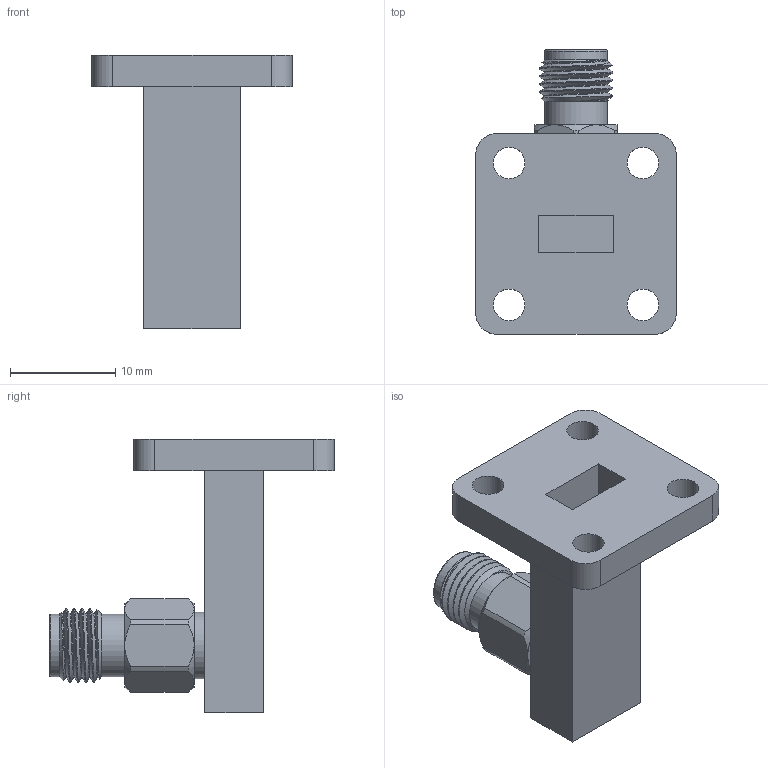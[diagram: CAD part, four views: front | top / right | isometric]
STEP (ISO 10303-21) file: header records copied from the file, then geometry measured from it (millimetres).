
FILE_DESCRIPTION (( 'STEP AP203' ), '1' );
FILE_NAME ('PEWCA1078_3D.step', '2021-08-10T16:44:31', ( '' ), ( '' ), 'SwSTEP 2.0', 'SolidWorks 2021', '' );
FILE_SCHEMA (( 'CONFIG_CONTROL_DESIGN' ));
Length unit declared in the file: inch
Products named in the file (1): PEWCA1078_3D
Bounding box: 19.05 x 27.05 x 26 mm (x, y, z)
Volume: 2076.3 mm3; surface area: 2721.7 mm2
Topology: 1 solids, 1 shells, 93 faces, 230 edges, 149 vertices
Faces by surface type: plane 46, cylinder 22, cone 21, bspline 3, torus 1
Full cylindrical faces by diameter (mm): 0.533 x1, 0.787 x1, 2.4 x1, 3 x4, 4.699 x1, 5.963 x2, 6.35 x1
Entity records: 3998 total; most frequent: CARTESIAN_POINT 1802, DIRECTION 432, ORIENTED_EDGE 424, EDGE_CURVE 212, AXIS2_PLACEMENT_3D 173, VERTEX_POINT 145, EDGE_LOOP 125, FACE_OUTER_BOUND 105
